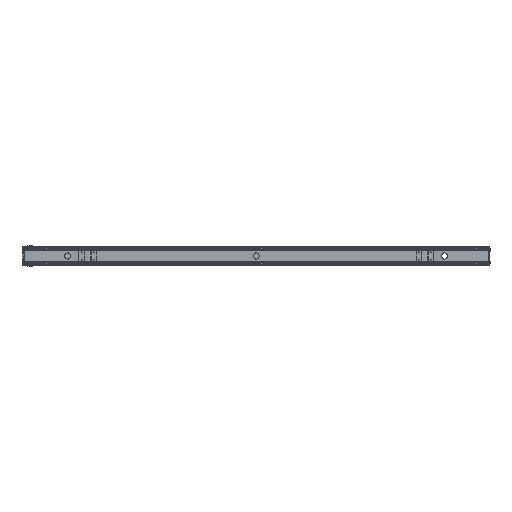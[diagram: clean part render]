
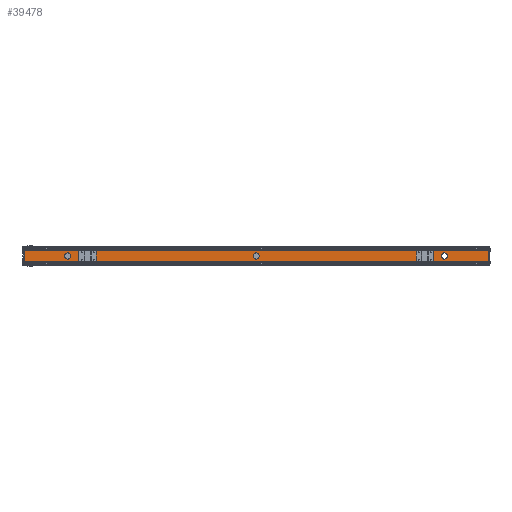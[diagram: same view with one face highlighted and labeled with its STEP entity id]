
A CAD part, left-side view. The second image highlights one B-rep face of the part: STEP entity #39478.
In plain terms, the highlighted face is planar.
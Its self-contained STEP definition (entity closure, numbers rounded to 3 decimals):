
#749=FACE_BOUND('',#5356,.T.);
#750=FACE_BOUND('',#5357,.T.);
#751=FACE_BOUND('',#5358,.T.);
#752=FACE_BOUND('',#5359,.T.);
#753=FACE_BOUND('',#5360,.T.);
#1326=PLANE('',#42243);
#3147=FACE_OUTER_BOUND('',#5355,.T.);
#5355=EDGE_LOOP('',(#29916,#29917,#29918,#29919));
#5356=EDGE_LOOP('',(#29920,#29921,#29922,#29923));
#5357=EDGE_LOOP('',(#29924,#29925,#29926,#29927));
#5358=EDGE_LOOP('',(#29928));
#5359=EDGE_LOOP('',(#29929));
#5360=EDGE_LOOP('',(#29930));
#8234=LINE('',#59011,#13025);
#8238=LINE('',#59019,#13029);
#8241=LINE('',#59025,#13032);
#8244=LINE('',#59030,#13035);
#8246=LINE('',#59036,#13037);
#8250=LINE('',#59044,#13041);
#8253=LINE('',#59050,#13044);
#8256=LINE('',#59055,#13047);
#8276=LINE('',#59116,#13067);
#8294=LINE('',#59160,#13085);
#8295=LINE('',#59162,#13086);
#8296=LINE('',#59164,#13087);
#13025=VECTOR('',#47250,10.);
#13029=VECTOR('',#47256,10.);
#13032=VECTOR('',#47261,10.);
#13035=VECTOR('',#47266,10.);
#13037=VECTOR('',#47272,10.);
#13041=VECTOR('',#47278,10.);
#13044=VECTOR('',#47283,10.);
#13047=VECTOR('',#47288,10.);
#13067=VECTOR('',#47354,10.);
#13085=VECTOR('',#47400,10.);
#13086=VECTOR('',#47403,10.);
#13087=VECTOR('',#47406,10.);
#16836=CIRCLE('',#42206,14.);
#16838=CIRCLE('',#42209,14.);
#16840=CIRCLE('',#42212,14.);
#18277=VERTEX_POINT('',#59009);
#18278=VERTEX_POINT('',#59010);
#18281=VERTEX_POINT('',#59018);
#18283=VERTEX_POINT('',#59024);
#18285=VERTEX_POINT('',#59034);
#18286=VERTEX_POINT('',#59035);
#18289=VERTEX_POINT('',#59043);
#18291=VERTEX_POINT('',#59049);
#18293=VERTEX_POINT('',#59059);
#18295=VERTEX_POINT('',#59065);
#18297=VERTEX_POINT('',#59071);
#18308=VERTEX_POINT('',#59101);
#18309=VERTEX_POINT('',#59105);
#18320=VERTEX_POINT('',#59145);
#18321=VERTEX_POINT('',#59149);
#22540=EDGE_CURVE('',#18277,#18278,#8234,.T.);
#22544=EDGE_CURVE('',#18281,#18277,#8238,.T.);
#22547=EDGE_CURVE('',#18283,#18281,#8241,.T.);
#22550=EDGE_CURVE('',#18278,#18283,#8244,.T.);
#22552=EDGE_CURVE('',#18285,#18286,#8246,.T.);
#22556=EDGE_CURVE('',#18289,#18285,#8250,.T.);
#22559=EDGE_CURVE('',#18291,#18289,#8253,.T.);
#22562=EDGE_CURVE('',#18286,#18291,#8256,.T.);
#22564=EDGE_CURVE('',#18293,#18293,#16836,.T.);
#22567=EDGE_CURVE('',#18295,#18295,#16838,.T.);
#22570=EDGE_CURVE('',#18297,#18297,#16840,.T.);
#22592=EDGE_CURVE('',#18309,#18308,#8276,.T.);
#22614=EDGE_CURVE('',#18320,#18321,#8294,.T.);
#22615=EDGE_CURVE('',#18309,#18321,#8295,.T.);
#22616=EDGE_CURVE('',#18308,#18320,#8296,.T.);
#29916=ORIENTED_EDGE('',*,*,#22592,.T.);
#29917=ORIENTED_EDGE('',*,*,#22616,.T.);
#29918=ORIENTED_EDGE('',*,*,#22614,.T.);
#29919=ORIENTED_EDGE('',*,*,#22615,.F.);
#29920=ORIENTED_EDGE('',*,*,#22540,.T.);
#29921=ORIENTED_EDGE('',*,*,#22550,.T.);
#29922=ORIENTED_EDGE('',*,*,#22547,.T.);
#29923=ORIENTED_EDGE('',*,*,#22544,.T.);
#29924=ORIENTED_EDGE('',*,*,#22552,.T.);
#29925=ORIENTED_EDGE('',*,*,#22562,.T.);
#29926=ORIENTED_EDGE('',*,*,#22559,.T.);
#29927=ORIENTED_EDGE('',*,*,#22556,.T.);
#29928=ORIENTED_EDGE('',*,*,#22564,.T.);
#29929=ORIENTED_EDGE('',*,*,#22567,.T.);
#29930=ORIENTED_EDGE('',*,*,#22570,.T.);
#39478=ADVANCED_FACE('',(#3147,#749,#750,#751,#752,#753),#1326,.T.);
#42206=AXIS2_PLACEMENT_3D('',#59060,#47294,#47295);
#42209=AXIS2_PLACEMENT_3D('',#59066,#47301,#47302);
#42212=AXIS2_PLACEMENT_3D('',#59072,#47308,#47309);
#42243=AXIS2_PLACEMENT_3D('',#59165,#47407,#47408);
#47250=DIRECTION('',(0.,0.,-1.));
#47256=DIRECTION('',(-1.,0.,0.));
#47261=DIRECTION('',(0.,0.,1.));
#47266=DIRECTION('',(1.,0.,0.));
#47272=DIRECTION('',(0.,0.,-1.));
#47278=DIRECTION('',(-1.,0.,0.));
#47283=DIRECTION('',(0.,0.,1.));
#47288=DIRECTION('',(1.,0.,0.));
#47294=DIRECTION('center_axis',(0.,-1.,0.));
#47295=DIRECTION('ref_axis',(-1.,0.,0.));
#47301=DIRECTION('center_axis',(0.,-1.,0.));
#47302=DIRECTION('ref_axis',(-1.,0.,0.));
#47308=DIRECTION('center_axis',(0.,-1.,0.));
#47309=DIRECTION('ref_axis',(-1.,0.,0.));
#47354=DIRECTION('',(-1.,0.,0.));
#47400=DIRECTION('',(1.,0.,0.));
#47403=DIRECTION('',(0.,0.,1.));
#47406=DIRECTION('',(0.,0.,1.));
#47407=DIRECTION('center_axis',(0.,1.,0.));
#47408=DIRECTION('ref_axis',(0.,0.,1.));
#59009=CARTESIAN_POINT('',(-1870.5,0.8,2.75));
#59010=CARTESIAN_POINT('',(-1870.5,0.8,-2.75));
#59011=CARTESIAN_POINT('',(-1870.5,0.8,8.375));
#59018=CARTESIAN_POINT('',(-1870.,0.8,2.75));
#59019=CARTESIAN_POINT('',(-1465.,0.8,2.75));
#59024=CARTESIAN_POINT('',(-1870.,0.8,-2.75));
#59025=CARTESIAN_POINT('',(-1870.,0.8,5.625));
#59030=CARTESIAN_POINT('',(-1465.25,0.8,-2.75));
#59034=CARTESIAN_POINT('',(-250.5,0.8,2.75));
#59035=CARTESIAN_POINT('',(-250.5,0.8,-2.75));
#59036=CARTESIAN_POINT('',(-250.5,0.8,8.375));
#59043=CARTESIAN_POINT('',(-250.,0.8,2.75));
#59044=CARTESIAN_POINT('',(-655.,0.8,2.75));
#59049=CARTESIAN_POINT('',(-250.,0.8,-2.75));
#59050=CARTESIAN_POINT('',(-250.,0.8,5.625));
#59055=CARTESIAN_POINT('',(-655.25,0.8,-2.75));
#59059=CARTESIAN_POINT('',(-1906.,0.8,0.));
#59060=CARTESIAN_POINT('Origin',(-1920.,0.8,0.));
#59065=CARTESIAN_POINT('',(-1046.,0.8,0.));
#59066=CARTESIAN_POINT('Origin',(-1060.,0.8,0.));
#59071=CARTESIAN_POINT('',(-186.,0.8,0.));
#59072=CARTESIAN_POINT('Origin',(-200.,0.8,0.));
#59101=CARTESIAN_POINT('',(-2120.,0.8,-26.4));
#59105=CARTESIAN_POINT('',(0.,0.8,-26.4));
#59116=CARTESIAN_POINT('',(-530.,0.8,-26.4));
#59145=CARTESIAN_POINT('',(-2120.,0.8,26.4));
#59149=CARTESIAN_POINT('',(0.,0.8,26.4));
#59160=CARTESIAN_POINT('',(-530.,0.8,26.4));
#59162=CARTESIAN_POINT('',(0.,0.8,28.));
#59164=CARTESIAN_POINT('',(-2120.,0.8,0.));
#59165=CARTESIAN_POINT('Origin',(-1060.,0.8,14.));
